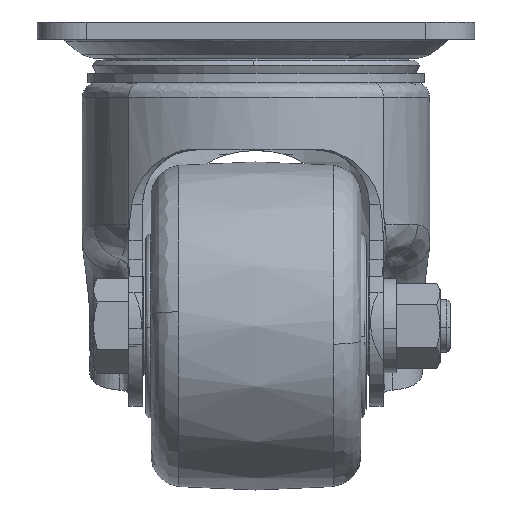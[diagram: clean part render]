
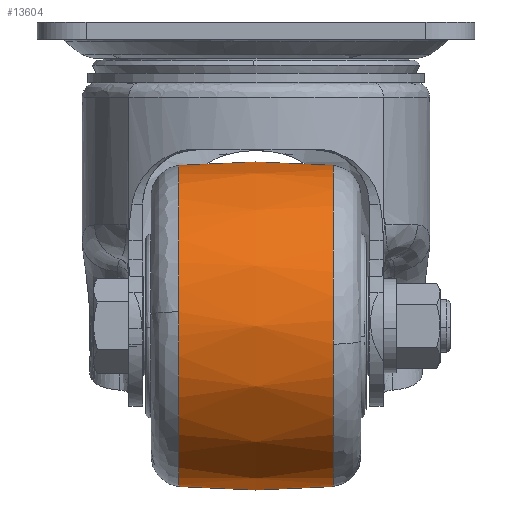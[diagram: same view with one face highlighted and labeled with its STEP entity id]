
A CAD part, left-side view. The second image highlights one B-rep face of the part: STEP entity #13604.
In plain terms, the highlighted free-form (B-spline) face has degree [2, 2] with [3, 7] control points.
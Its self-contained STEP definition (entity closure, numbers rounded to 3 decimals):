
#13316=CARTESIAN_POINT('',(-13.,17.617,-106.223));
#13317=VERTEX_POINT('',#13316);
#13331=CARTESIAN_POINT('',(-49.581,17.617,-66.274));
#13332=VERTEX_POINT('',#13331);
#13333=CARTESIAN_POINT('',(-13.,17.617,-106.223));
#13334=CARTESIAN_POINT('',(-49.723,17.617,-106.223));
#13335=CARTESIAN_POINT('',(-49.723,17.617,-69.5));
#13336=CARTESIAN_POINT('',(-49.723,17.617,-67.884));
#13337=CARTESIAN_POINT('',(-49.581,17.617,-66.274));
#13345=(BOUNDED_CURVE()B_SPLINE_CURVE(2,(#13333,#13334,#13335,#13336,#13337),.UNSPECIFIED.,.F.,.U.)B_SPLINE_CURVE_WITH_KNOTS((3,2,3),(0.5,0.75,0.765),.UNSPECIFIED.)CURVE()GEOMETRIC_REPRESENTATION_ITEM()RATIONAL_B_SPLINE_CURVE((1.0,0.707,1.0,0.982,0.966))REPRESENTATION_ITEM(''));
#13346=EDGE_CURVE('',#13317,#13332,#13345,.T.);
#13408=CARTESIAN_POINT('',(-13.,17.617,-32.777));
#13409=VERTEX_POINT('',#13408);
#13429=CARTESIAN_POINT('',(-49.581,17.617,-66.274));
#13430=CARTESIAN_POINT('',(-46.626,17.617,-32.777));
#13431=CARTESIAN_POINT('',(-13.,17.617,-32.777));
#13439=(BOUNDED_CURVE()B_SPLINE_CURVE(2,(#13429,#13430,#13431),.UNSPECIFIED.,.F.,.U.)B_SPLINE_CURVE_WITH_KNOTS((3,3),(0.765,1.0),.UNSPECIFIED.)CURVE()GEOMETRIC_REPRESENTATION_ITEM()RATIONAL_B_SPLINE_CURVE((0.966,0.725,1.0))REPRESENTATION_ITEM(''));
#13440=EDGE_CURVE('',#13332,#13409,#13439,.T.);
#13474=CARTESIAN_POINT('',(-13.,-17.617,-32.777));
#13475=VERTEX_POINT('',#13474);
#13476=CARTESIAN_POINT('',(-13.,17.617,-32.777));
#13477=CARTESIAN_POINT('',(-13.,0.,-31.22));
#13478=CARTESIAN_POINT('',(-13.,-17.617,-32.777));
#13486=(BOUNDED_CURVE()B_SPLINE_CURVE(2,(#13476,#13477,#13478),.UNSPECIFIED.,.F.,.U.)B_SPLINE_CURVE_WITH_KNOTS((3,3),(0.431,0.569),.UNSPECIFIED.)CURVE()GEOMETRIC_REPRESENTATION_ITEM()RATIONAL_B_SPLINE_CURVE((0.908,0.904,0.908))REPRESENTATION_ITEM(''));
#13487=EDGE_CURVE('',#13409,#13475,#13486,.T.);
#13504=CARTESIAN_POINT('',(-13.,-17.617,-106.223));
#13505=VERTEX_POINT('',#13504);
#13521=CARTESIAN_POINT('',(-13.,17.617,-106.223));
#13522=CARTESIAN_POINT('',(-13.,0.,-107.78));
#13523=CARTESIAN_POINT('',(-13.,-17.617,-106.223));
#13531=(BOUNDED_CURVE()B_SPLINE_CURVE(2,(#13521,#13522,#13523),.UNSPECIFIED.,.F.,.U.)B_SPLINE_CURVE_WITH_KNOTS((3,3),(0.431,0.569),.UNSPECIFIED.)CURVE()GEOMETRIC_REPRESENTATION_ITEM()RATIONAL_B_SPLINE_CURVE((0.908,0.904,0.908))REPRESENTATION_ITEM(''));
#13532=EDGE_CURVE('',#13317,#13505,#13531,.T.);
#13539=CARTESIAN_POINT('',(-11.978,19.369,-106.06));
#13540=CARTESIAN_POINT('',(-11.925,0.,-107.944));
#13541=CARTESIAN_POINT('',(-11.978,-19.369,-106.06));
#13542=CARTESIAN_POINT('',(-12.486,19.369,-106.06));
#13543=CARTESIAN_POINT('',(-12.459,0.,-107.944));
#13544=CARTESIAN_POINT('',(-12.486,-19.369,-106.06));
#13545=CARTESIAN_POINT('',(-49.56,19.369,-106.06));
#13546=CARTESIAN_POINT('',(-51.444,0.,-107.944));
#13547=CARTESIAN_POINT('',(-49.56,-19.369,-106.06));
#13548=CARTESIAN_POINT('',(-49.56,19.369,-69.5));
#13549=CARTESIAN_POINT('',(-51.444,0.,-69.5));
#13550=CARTESIAN_POINT('',(-49.56,-19.369,-69.5));
#13551=CARTESIAN_POINT('',(-49.56,19.369,-32.94));
#13552=CARTESIAN_POINT('',(-51.444,0.,-31.055));
#13553=CARTESIAN_POINT('',(-49.56,-19.369,-32.94));
#13554=CARTESIAN_POINT('',(-12.486,19.369,-32.94));
#13555=CARTESIAN_POINT('',(-12.459,0.,-31.055));
#13556=CARTESIAN_POINT('',(-12.486,-19.369,-32.94));
#13557=CARTESIAN_POINT('',(-11.978,19.369,-32.94));
#13558=CARTESIAN_POINT('',(-11.925,0.,-31.055));
#13559=CARTESIAN_POINT('',(-11.978,-19.369,-32.94));
#13567=(BOUNDED_SURFACE()B_SPLINE_SURFACE(2,2,((#13539,#13542,#13545,#13548,#13551,#13554,#13557),(#13540,#13543,#13546,#13549,#13552,#13555,#13558),(#13541,#13544,#13547,#13550,#13553,#13556,#13559)),.UNSPECIFIED.,.F.,.F.,.U.)B_SPLINE_SURFACE_WITH_KNOTS((3,3),(3,1,2,1,3),(0.0,38.828),(0.0,1.243,63.375,125.507,126.749),.UNSPECIFIED.)GEOMETRIC_REPRESENTATION_ITEM()RATIONAL_B_SPLINE_SURFACE(((0.919,0.914,0.642,0.908,0.642,0.914,0.919),(0.915,0.909,0.639,0.904,0.639,0.909,0.915),(0.919,0.914,0.642,0.908,0.642,0.914,0.919)))REPRESENTATION_ITEM('')SURFACE());
#13568=ORIENTED_EDGE('',*,*,#13487,.F.);
#13569=ORIENTED_EDGE('',*,*,#13440,.F.);
#13570=ORIENTED_EDGE('',*,*,#13346,.F.);
#13571=ORIENTED_EDGE('',*,*,#13532,.T.);
#13572=CARTESIAN_POINT('',(-49.488,-17.617,-73.644));
#13573=VERTEX_POINT('',#13572);
#13574=CARTESIAN_POINT('',(-13.,-17.617,-106.223));
#13575=CARTESIAN_POINT('',(-45.788,-17.617,-106.223));
#13576=CARTESIAN_POINT('',(-49.488,-17.617,-73.644));
#13584=(BOUNDED_CURVE()B_SPLINE_CURVE(2,(#13574,#13575,#13576),.UNSPECIFIED.,.F.,.U.)B_SPLINE_CURVE_WITH_KNOTS((3,3),(0.5,0.73),.UNSPECIFIED.)CURVE()GEOMETRIC_REPRESENTATION_ITEM()RATIONAL_B_SPLINE_CURVE((1.0,0.73,0.958))REPRESENTATION_ITEM(''));
#13585=EDGE_CURVE('',#13505,#13573,#13584,.T.);
#13586=ORIENTED_EDGE('',*,*,#13585,.T.);
#13587=CARTESIAN_POINT('',(-49.488,-17.617,-73.644));
#13588=CARTESIAN_POINT('',(-49.723,-17.617,-71.579));
#13589=CARTESIAN_POINT('',(-49.723,-17.617,-69.5));
#13590=CARTESIAN_POINT('',(-49.723,-17.617,-32.777));
#13591=CARTESIAN_POINT('',(-13.,-17.617,-32.777));
#13599=(BOUNDED_CURVE()B_SPLINE_CURVE(2,(#13587,#13588,#13589,#13590,#13591),.UNSPECIFIED.,.F.,.U.)B_SPLINE_CURVE_WITH_KNOTS((3,2,3),(0.73,0.75,1.0),.UNSPECIFIED.)CURVE()GEOMETRIC_REPRESENTATION_ITEM()RATIONAL_B_SPLINE_CURVE((0.958,0.977,1.0,0.707,1.0))REPRESENTATION_ITEM(''));
#13600=EDGE_CURVE('',#13573,#13475,#13599,.T.);
#13601=ORIENTED_EDGE('',*,*,#13600,.T.);
#13602=EDGE_LOOP('',(#13568,#13569,#13570,#13571,#13586,#13601));
#13603=FACE_OUTER_BOUND('',#13602,.T.);
#13604=ADVANCED_FACE('',(#13603),#13567,.T.);
